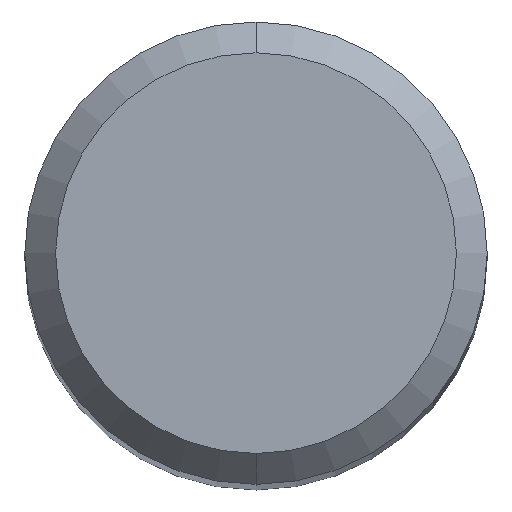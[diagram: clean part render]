
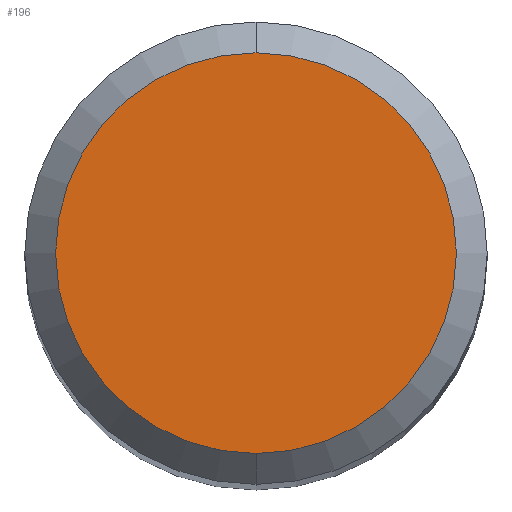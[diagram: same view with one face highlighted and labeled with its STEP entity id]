
A CAD part, top view. The second image highlights one B-rep face of the part: STEP entity #196.
In plain terms, the highlighted planar face has unit normal (0, 0, 1).
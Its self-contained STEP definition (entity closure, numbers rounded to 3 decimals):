
#176=EDGE_CURVE('',#192,#254,#477,.T.);
#192=VERTEX_POINT('',#495);
#196=ADVANCED_FACE('',(#499),#500,.T.);
#254=VERTEX_POINT('',#562);
#350=EDGE_CURVE('',#254,#192,#671,.T.);
#477=CIRCLE('',#803,2.6);
#495=CARTESIAN_POINT('',(0.,-2.6,0.0));
#499=FACE_OUTER_BOUND('',#842,.T.);
#500=PLANE('',#843);
#562=CARTESIAN_POINT('',(0.0,2.6,0.0));
#671=CIRCLE('',#1195,2.6);
#803=AXIS2_PLACEMENT_3D('',#1421,#1422,#1423);
#842=EDGE_LOOP('',(#1445,#1446));
#843=AXIS2_PLACEMENT_3D('',#1447,#1448,#1449);
#1195=AXIS2_PLACEMENT_3D('',#1644,#1645,#1646);
#1421=CARTESIAN_POINT('',(0.0,0.0,0.0));
#1422=DIRECTION('',(0.0,0.0,-1.0));
#1423=DIRECTION('',(0.0,1.0,0.0));
#1445=ORIENTED_EDGE('',*,*,#350,.F.);
#1446=ORIENTED_EDGE('',*,*,#176,.F.);
#1447=CARTESIAN_POINT('',(0.0,1.3,0.0));
#1448=DIRECTION('',(-0.0,0.0,1.0));
#1449=DIRECTION('',(0.0,-1.0,0.0));
#1644=CARTESIAN_POINT('',(0.0,0.0,0.0));
#1645=DIRECTION('',(0.0,0.0,-1.0));
#1646=DIRECTION('',(0.0,1.0,0.0));
